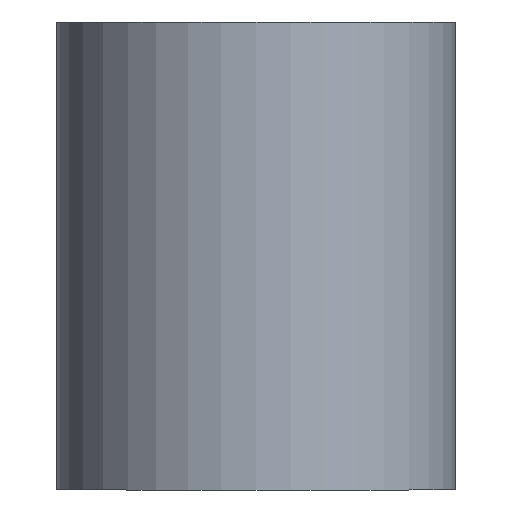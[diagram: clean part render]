
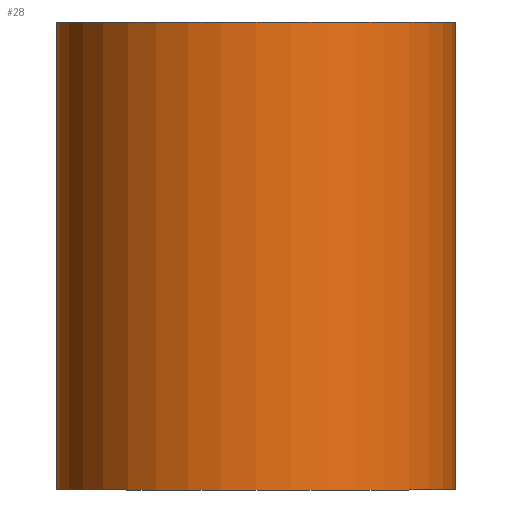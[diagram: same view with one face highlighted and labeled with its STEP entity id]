
A CAD part, front view. The second image highlights one B-rep face of the part: STEP entity #28.
In plain terms, the highlighted cylindrical face has radius 4.763 mm (diameter 9.525 mm), a full revolution.
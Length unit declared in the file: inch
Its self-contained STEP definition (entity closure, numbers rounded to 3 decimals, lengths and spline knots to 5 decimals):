
#12=FACE_OUTER_BOUND('',#13,.T.);
#13=EDGE_LOOP('',(#23,#24,#25,#26));
#14=LINE('',#61,#15);
#15=VECTOR('',#53,0.1875);
#16=CIRCLE('',#45,0.1875);
#17=CIRCLE('',#46,0.1875);
#18=VERTEX_POINT('',#58);
#19=VERTEX_POINT('',#60);
#20=EDGE_CURVE('',#18,#18,#16,.T.);
#21=EDGE_CURVE('',#18,#19,#14,.T.);
#22=EDGE_CURVE('',#19,#19,#17,.T.);
#23=ORIENTED_EDGE('',*,*,#20,.T.);
#24=ORIENTED_EDGE('',*,*,#21,.T.);
#25=ORIENTED_EDGE('',*,*,#22,.T.);
#26=ORIENTED_EDGE('',*,*,#21,.F.);
#27=CYLINDRICAL_SURFACE('',#44,0.1875);
#28=ADVANCED_FACE('',(#12),#27,.T.);
#44=AXIS2_PLACEMENT_3D('',#57,#49,#50);
#45=AXIS2_PLACEMENT_3D('',#59,#51,#52);
#46=AXIS2_PLACEMENT_3D('',#62,#54,#55);
#49=DIRECTION('center_axis',(0.,0.,
1.));
#50=DIRECTION('ref_axis',(-1.,0.,0.));
#51=DIRECTION('center_axis',(0.,0.,
-1.));
#52=DIRECTION('ref_axis',(-0.866,-0.5,0.));
#53=DIRECTION('',(0.,0.,-1.));
#54=DIRECTION('center_axis',(0.,0.,
1.));
#55=DIRECTION('ref_axis',(-1.,0.,0.));
#57=CARTESIAN_POINT('Origin',(4.48443,-10.816,4.44882));
#58=CARTESIAN_POINT('',(4.67193,-10.816,4.88866));
#59=CARTESIAN_POINT('Origin',(4.48443,-10.816,4.88866));
#60=CARTESIAN_POINT('',(4.67193,-10.816,4.44882));
#61=CARTESIAN_POINT('',(4.67193,-10.816,4.44882));
#62=CARTESIAN_POINT('Origin',(4.48443,-10.816,4.44882));
